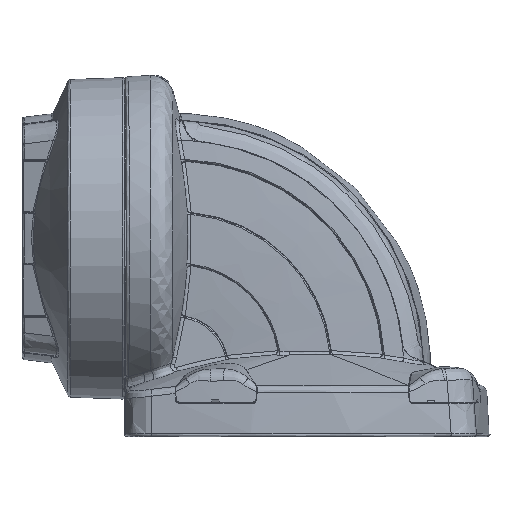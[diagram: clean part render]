
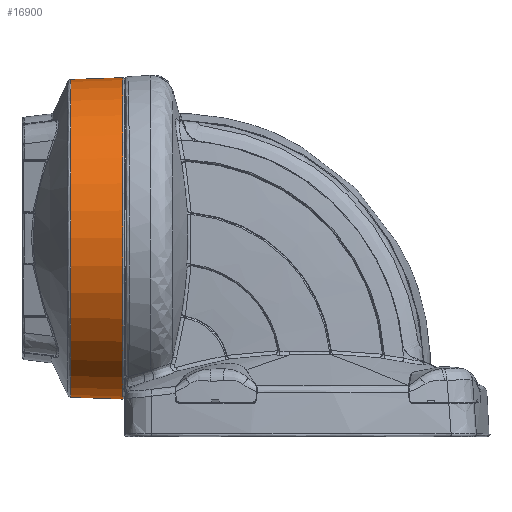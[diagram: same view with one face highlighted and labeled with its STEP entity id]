
A CAD part, left-side view. The second image highlights one B-rep face of the part: STEP entity #16900.
In plain terms, the highlighted conical face has half-angle 2 degrees and reference radius 84.999 mm.
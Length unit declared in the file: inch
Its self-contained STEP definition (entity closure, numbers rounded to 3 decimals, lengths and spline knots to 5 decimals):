
#6256 = EDGE_LOOP ( 'NONE', ( #27023 ) ) ;
#11396 = AXIS2_PLACEMENT_3D ( 'NONE', #17161, #76277, #34045 ) ;
#12486 = CIRCLE ( 'NONE', #64619, 3.30877 ) ;
#16064 = FACE_OUTER_BOUND ( 'NONE', #77945, .T. ) ;
#16900 = ADVANCED_FACE ( 'NONE', ( #93159, #16064 ), #70649, .T. ) ;
#17161 = CARTESIAN_POINT ( 'NONE',  ( -0.8692, 2.80313, 8.17493 ) ) ;
#27023 = ORIENTED_EDGE ( 'NONE', *, *, #95786, .T. ) ;
#31461 = VERTEX_POINT ( 'NONE', #65764 ) ;
#34045 = DIRECTION ( 'NONE',  ( 1., 0., 0. ) ) ;
#40285 = CARTESIAN_POINT ( 'NONE',  ( -0.8692, 3.88067, 8.17493 ) ) ;
#45595 = ORIENTED_EDGE ( 'NONE', *, *, #106364, .F. ) ;
#49289 = DIRECTION ( 'NONE',  ( 0., -1., 0. ) ) ;
#64119 = CARTESIAN_POINT ( 'NONE',  ( -0.8692, 2.80313, 8.17493 ) ) ;
#64120 = VERTEX_POINT ( 'NONE', #74213 ) ;
#64619 = AXIS2_PLACEMENT_3D ( 'NONE', #40285, #49289, #68373 ) ;
#65764 = CARTESIAN_POINT ( 'NONE',  ( 2.43957, 3.88067, 8.17493 ) ) ;
#68373 = DIRECTION ( 'NONE',  ( 1., 0., 0. ) ) ;
#70649 = CONICAL_SURFACE ( 'NONE', #11396, 3.3464, 0.035 ) ;
#72003 = DIRECTION ( 'NONE',  ( -1., 0., 0. ) ) ;
#73592 = AXIS2_PLACEMENT_3D ( 'NONE', #64119, #105772, #72003 ) ;
#74213 = CARTESIAN_POINT ( 'NONE',  ( -4.2156, 2.80313, 8.17493 ) ) ;
#76277 = DIRECTION ( 'NONE',  ( 0., -1., 0. ) ) ;
#77945 = EDGE_LOOP ( 'NONE', ( #45595 ) ) ;
#93159 = FACE_BOUND ( 'NONE', #6256, .T. ) ;
#95786 = EDGE_CURVE ( 'NONE', #31461, #31461, #12486, .T. ) ;
#100588 = CIRCLE ( 'NONE', #73592, 3.3464 ) ;
#105772 = DIRECTION ( 'NONE',  ( 0., -1., 0. ) ) ;
#106364 = EDGE_CURVE ( 'NONE', #64120, #64120, #100588, .T. ) ;
